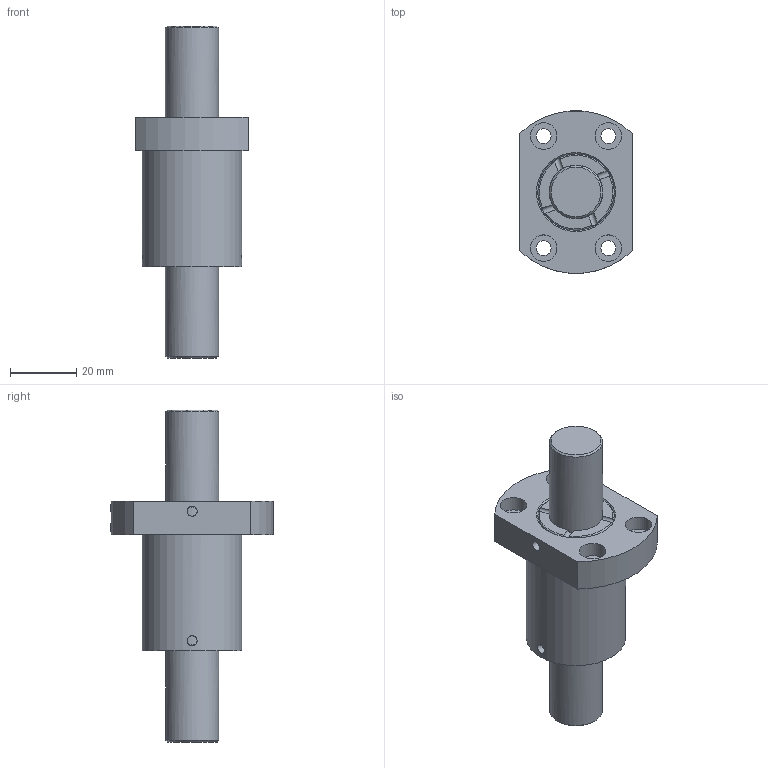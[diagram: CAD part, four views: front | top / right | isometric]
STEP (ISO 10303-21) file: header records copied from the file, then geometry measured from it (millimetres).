
FILE_DESCRIPTION(/* description */ ('STEP AP214'),/* implementation_level */ '2;1');
FILE_NAME(/* name */ 'SFNIR1605-4(100N1N100C2-1)',/* time_stamp */ '2025-09-08T11:32:34+02:00',/* author */ ('License CC BY-ND 4.0'),/* organization */ ('CADENAS'),/* preprocessor_version */ 'ST-DEVELOPER v19.3',/* originating_system */ 'PARTsolutions',/* authorisation */ ' ');
FILE_SCHEMA (('AUTOMOTIVE_DESIGN {1 0 10303 214 3 1 1}'));
Length unit declared in the file: millimetre
Products named in the file (1): SFNIR1605-4(100N1N100C2-1)
Bounding box: 34 x 48.91 x 100 mm (x, y, z)
Volume: 49130 mm3; surface area: 12165.4 mm2
Topology: 1 solids, 1 shells, 80 faces, 195 edges, 120 vertices
Faces by surface type: cylinder 41, plane 27, torus 8, cone 4
Full cylindrical faces by diameter (mm): 3 x4, 4.5 x4, 4.917 x1, 8 x4, 16 x2, 16.2 x2, 30 x1
Entity records: 2330 total; most frequent: CARTESIAN_POINT 577, DIRECTION 358, ORIENTED_EDGE 324, EDGE_CURVE 162, AXIS2_PLACEMENT_3D 159, EDGE_LOOP 122, FACE_BOUND 122, VERTEX_POINT 110
